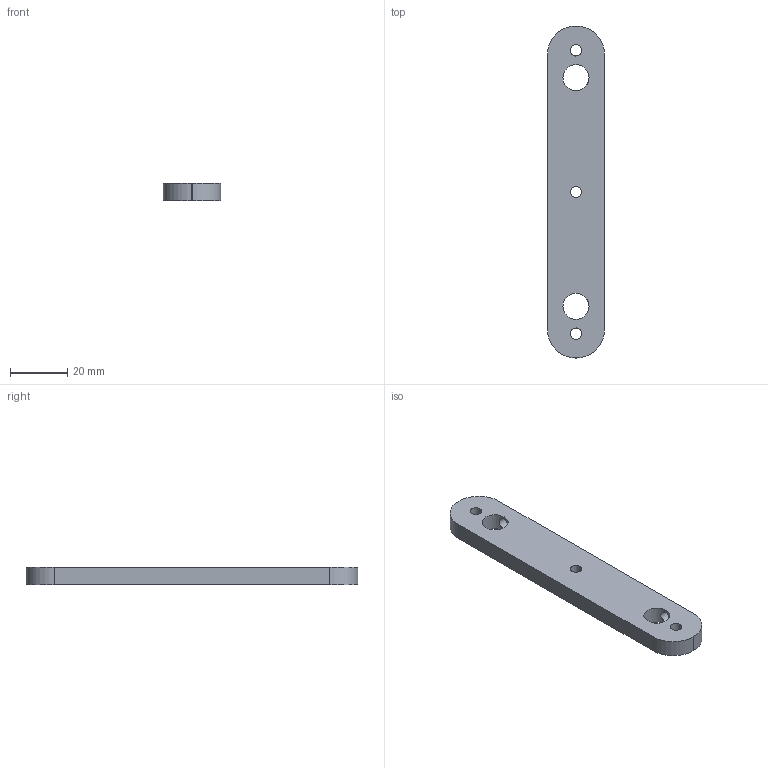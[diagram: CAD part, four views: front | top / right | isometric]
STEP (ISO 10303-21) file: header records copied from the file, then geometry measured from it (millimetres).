
FILE_DESCRIPTION(('HOOPS Exchange Step'),'2;1');
FILE_NAME('temp_export','2024-09-18T11:46:58+02:00',('nexusfinance'),('Shapr3D Limited'),'HOOPS Exchange 2023.2','Shapr3D','Authorized');
FILE_SCHEMA( ('AUTOMOTIVE_DESIGN { 1 0 10303 214 1 1 1 1 }') );
Length unit declared in the file: millimetre
Products named in the file (1): root
Bounding box: 20 x 116 x 6 mm (x, y, z)
Volume: 11999.6 mm3; surface area: 6298.6 mm2
Topology: 1 solids, 1 shells, 20 faces, 65 edges, 43 vertices
Faces by surface type: cylinder 11, plane 6, cone 3
Full cylindrical faces by diameter (mm): 4 x3, 4.2 x2, 9.1 x2
Entity records: 1348 total; most frequent: CARTESIAN_POINT 705, DIRECTION 132, ORIENTED_EDGE 130, EDGE_CURVE 65, AXIS2_PLACEMENT_3D 52, VERTEX_POINT 43, CIRCLE 31, EDGE_LOOP 30
